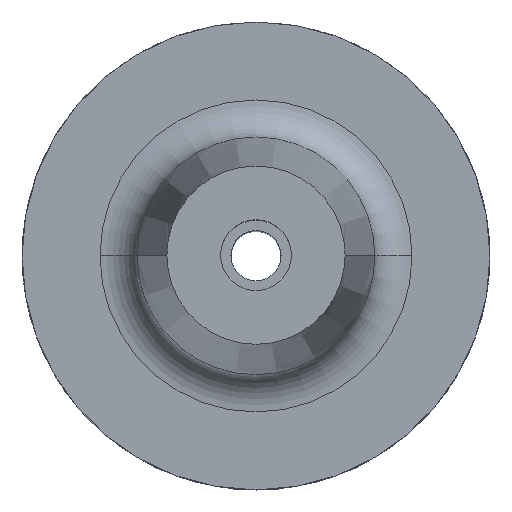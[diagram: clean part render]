
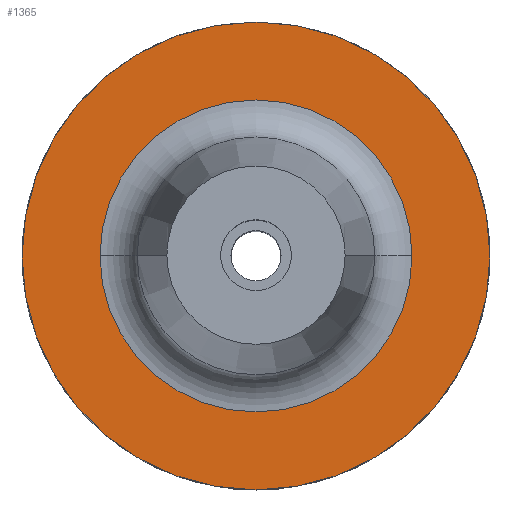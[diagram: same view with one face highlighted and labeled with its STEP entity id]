
A CAD part, top view. The second image highlights one B-rep face of the part: STEP entity #1365.
In plain terms, the highlighted planar face has unit normal (0, 0, 1).
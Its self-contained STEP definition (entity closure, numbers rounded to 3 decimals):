
#18 = ORIENTED_EDGE ( 'NONE', *, *, #124, .T. ) ;
#66 = DIRECTION ( 'NONE',  ( 0., 0., -1. ) ) ;
#75 = DIRECTION ( 'NONE',  ( -1., 0., 0. ) ) ;
#82 = CARTESIAN_POINT ( 'NONE',  ( 0., 0., 27. ) ) ;
#113 = ORIENTED_EDGE ( 'NONE', *, *, #1570, .F. ) ;
#115 = AXIS2_PLACEMENT_3D ( 'NONE', #264, #121, #1350 ) ;
#121 = DIRECTION ( 'NONE',  ( 0., 0., -1. ) ) ;
#124 = EDGE_CURVE ( 'NONE', #613, #1052, #1063, .T. ) ;
#144 = EDGE_LOOP ( 'NONE', ( #1417, #18 ) ) ;
#185 = FACE_OUTER_BOUND ( 'NONE', #770, .T. ) ;
#235 = EDGE_CURVE ( 'NONE', #1052, #613, #1658, .T. ) ;
#239 = CARTESIAN_POINT ( 'NONE',  ( -31.5, 0., 27. ) ) ;
#264 = CARTESIAN_POINT ( 'NONE',  ( 0., 0., 27. ) ) ;
#297 = DIRECTION ( 'NONE',  ( -1., 0., 0. ) ) ;
#455 = VERTEX_POINT ( 'NONE', #704 ) ;
#467 = CARTESIAN_POINT ( 'NONE',  ( -21., 0., 27. ) ) ;
#468 = EDGE_CURVE ( 'NONE', #455, #1460, #773, .T. ) ;
#610 = PLANE ( 'NONE',  #1175 ) ;
#613 = VERTEX_POINT ( 'NONE', #1006 ) ;
#632 = AXIS2_PLACEMENT_3D ( 'NONE', #82, #883, #75 ) ;
#704 = CARTESIAN_POINT ( 'NONE',  ( 31.5, 0., 27. ) ) ;
#733 = CARTESIAN_POINT ( 'NONE',  ( 0., 0., 27. ) ) ;
#764 = CIRCLE ( 'NONE', #115, 31.5 ) ;
#770 = EDGE_LOOP ( 'NONE', ( #113, #1440 ) ) ;
#773 = CIRCLE ( 'NONE', #1018, 31.5 ) ;
#873 = DIRECTION ( 'NONE',  ( 0., 0., -1. ) ) ;
#883 = DIRECTION ( 'NONE',  ( 0., 0., -1. ) ) ;
#894 = DIRECTION ( 'NONE',  ( -1., 0., 0. ) ) ;
#1006 = CARTESIAN_POINT ( 'NONE',  ( 21., 0., 27. ) ) ;
#1015 = DIRECTION ( 'NONE',  ( -1., 0., 0. ) ) ;
#1018 = AXIS2_PLACEMENT_3D ( 'NONE', #1655, #1105, #297 ) ;
#1052 = VERTEX_POINT ( 'NONE', #467 ) ;
#1063 = CIRCLE ( 'NONE', #1071, 21. ) ;
#1071 = AXIS2_PLACEMENT_3D ( 'NONE', #733, #873, #1015 ) ;
#1105 = DIRECTION ( 'NONE',  ( 0., 0., -1. ) ) ;
#1175 = AXIS2_PLACEMENT_3D ( 'NONE', #1711, #66, #894 ) ;
#1306 = FACE_BOUND ( 'NONE', #144, .T. ) ;
#1350 = DIRECTION ( 'NONE',  ( -1., 0., 0. ) ) ;
#1365 = ADVANCED_FACE ( 'NONE', ( #1306, #185 ), #610, .F. ) ;
#1417 = ORIENTED_EDGE ( 'NONE', *, *, #235, .T. ) ;
#1440 = ORIENTED_EDGE ( 'NONE', *, *, #468, .F. ) ;
#1460 = VERTEX_POINT ( 'NONE', #239 ) ;
#1570 = EDGE_CURVE ( 'NONE', #1460, #455, #764, .T. ) ;
#1655 = CARTESIAN_POINT ( 'NONE',  ( 0., 0., 27. ) ) ;
#1658 = CIRCLE ( 'NONE', #632, 21. ) ;
#1711 = CARTESIAN_POINT ( 'NONE',  ( 0., 0., 27. ) ) ;
